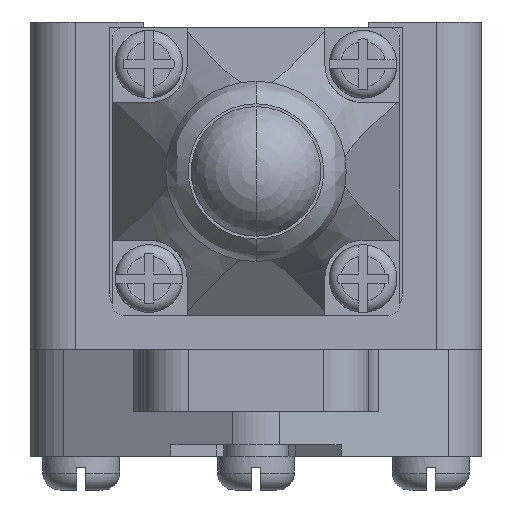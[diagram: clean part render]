
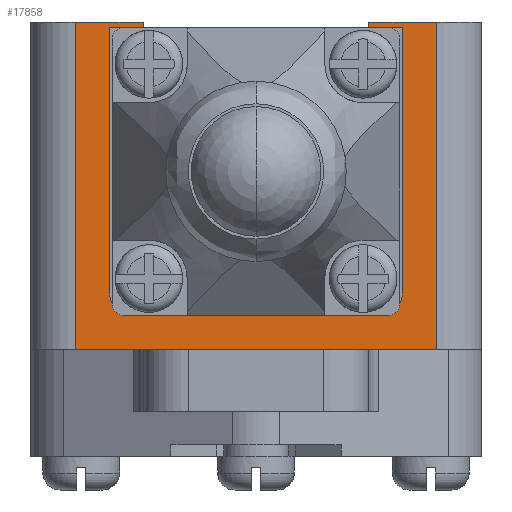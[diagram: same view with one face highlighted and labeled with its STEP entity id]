
A CAD part, front view. The second image highlights one B-rep face of the part: STEP entity #17858.
In plain terms, the highlighted face is planar.
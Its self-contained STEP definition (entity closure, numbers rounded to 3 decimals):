
#11992=DIRECTION('',(1.,0.,0.));
#11993=VECTOR('',#11992,3.);
#11994=CARTESIAN_POINT('',(-13.,0.,-34.));
#11995=LINE('',#11994,#11993);
#12060=DIRECTION('',(1.,0.,0.));
#12061=VECTOR('',#12060,3.);
#12062=CARTESIAN_POINT('',(10.,0.,-34.));
#12063=LINE('',#12062,#12061);
#12574=DIRECTION('',(0.,1.,0.));
#12575=VECTOR('',#12574,23.5);
#12576=CARTESIAN_POINT('',(-13.,0.,-34.));
#12577=LINE('',#12576,#12575);
#12578=CARTESIAN_POINT('',(-11.,23.5,-34.));
#12579=DIRECTION('',(0.,0.,-1.));
#12580=DIRECTION('',(-1.,0.,0.));
#12581=AXIS2_PLACEMENT_3D('',#12578,#12579,#12580);
#12583=DIRECTION('',(1.,0.,0.));
#12584=VECTOR('',#12583,22.);
#12585=CARTESIAN_POINT('',(-11.,25.5,-34.));
#12586=LINE('',#12585,#12584);
#12587=CARTESIAN_POINT('',(11.,23.5,-34.));
#12588=DIRECTION('',(0.,0.,-1.));
#12589=DIRECTION('',(0.,1.,0.));
#12590=AXIS2_PLACEMENT_3D('',#12587,#12588,#12589);
#12592=DIRECTION('',(0.,1.,0.));
#12593=VECTOR('',#12592,23.5);
#12594=CARTESIAN_POINT('',(13.,0.,-34.));
#12595=LINE('',#12594,#12593);
#12596=DIRECTION('',(0.,-1.,0.));
#12597=VECTOR('',#12596,0.5);
#12598=CARTESIAN_POINT('',(10.,0.,-34.));
#12599=LINE('',#12598,#12597);
#12600=DIRECTION('',(-1.,0.,0.));
#12601=VECTOR('',#12600,32.);
#12602=CARTESIAN_POINT('',(16.,28.5,-34.));
#12603=LINE('',#12602,#12601);
#12608=DIRECTION('',(0.,1.,0.));
#12609=VECTOR('',#12608,29.);
#12610=CARTESIAN_POINT('',(-16.,-0.5,-34.));
#12611=LINE('',#12610,#12609);
#12769=DIRECTION('',(1.,0.,0.));
#12770=VECTOR('',#12769,6.);
#12771=CARTESIAN_POINT('',(10.,-0.5,-34.));
#12772=LINE('',#12771,#12770);
#12799=DIRECTION('',(1.,0.,0.));
#12800=VECTOR('',#12799,6.);
#12801=CARTESIAN_POINT('',(-16.,-0.5,-34.));
#12802=LINE('',#12801,#12800);
#13639=DIRECTION('',(0.,-1.,0.));
#13640=VECTOR('',#13639,29.);
#13641=CARTESIAN_POINT('',(16.,28.5,-34.));
#13642=LINE('',#13641,#13640);
#14754=DIRECTION('',(0.,-1.,0.));
#14755=VECTOR('',#14754,0.5);
#14756=CARTESIAN_POINT('',(-10.,0.,-34.));
#14757=LINE('',#14756,#14755);
#15891=CARTESIAN_POINT('',(16.,28.5,-34.));
#15892=CARTESIAN_POINT('',(-16.,28.5,-34.));
#15893=VERTEX_POINT('',#15891);
#15894=VERTEX_POINT('',#15892);
#16119=CARTESIAN_POINT('',(11.,25.5,-34.));
#16120=CARTESIAN_POINT('',(13.,23.5,-34.));
#16121=VERTEX_POINT('',#16119);
#16122=VERTEX_POINT('',#16120);
#16123=CARTESIAN_POINT('',(-13.,23.5,-34.));
#16124=CARTESIAN_POINT('',(-11.,25.5,-34.));
#16125=VERTEX_POINT('',#16123);
#16126=VERTEX_POINT('',#16124);
#16369=CARTESIAN_POINT('',(10.,-0.5,-34.));
#16370=VERTEX_POINT('',#16369);
#16371=CARTESIAN_POINT('',(16.,-0.5,-34.));
#16372=VERTEX_POINT('',#16371);
#16379=CARTESIAN_POINT('',(-16.,-0.5,-34.));
#16380=VERTEX_POINT('',#16379);
#16381=CARTESIAN_POINT('',(-10.,-0.5,-34.));
#16382=VERTEX_POINT('',#16381);
#16425=CARTESIAN_POINT('',(10.,0.,-34.));
#16426=VERTEX_POINT('',#16425);
#16427=CARTESIAN_POINT('',(13.,0.,-34.));
#16428=VERTEX_POINT('',#16427);
#16429=CARTESIAN_POINT('',(-13.,0.,-34.));
#16430=CARTESIAN_POINT('',(-10.,0.,-34.));
#16431=VERTEX_POINT('',#16429);
#16432=VERTEX_POINT('',#16430);
#17827=CARTESIAN_POINT('',(16.,0.,-34.));
#17828=DIRECTION('',(0.,0.,-1.));
#17829=DIRECTION('',(-1.,0.,0.));
#17830=AXIS2_PLACEMENT_3D('',#17827,#17828,#17829);
#17831=PLANE('',#17830);
#17833=ORIENTED_EDGE('',*,*,#17832,.F.);
#17835=ORIENTED_EDGE('',*,*,#17834,.T.);
#17837=ORIENTED_EDGE('',*,*,#17836,.F.);
#17838=ORIENTED_EDGE('',*,*,#17368,.F.);
#17839=ORIENTED_EDGE('',*,*,#17818,.T.);
#17841=ORIENTED_EDGE('',*,*,#17840,.T.);
#17843=ORIENTED_EDGE('',*,*,#17842,.T.);
#17844=ORIENTED_EDGE('',*,*,#17301,.T.);
#17846=ORIENTED_EDGE('',*,*,#17845,.F.);
#17847=ORIENTED_EDGE('',*,*,#17400,.F.);
#17849=ORIENTED_EDGE('',*,*,#17848,.T.);
#17851=ORIENTED_EDGE('',*,*,#17850,.T.);
#17853=ORIENTED_EDGE('',*,*,#17852,.F.);
#17855=ORIENTED_EDGE('',*,*,#17854,.T.);
#17856=EDGE_LOOP('',(#17833,#17835,#17837,#17838,#17839,#17841,#17843,#17844,
#17846,#17847,#17849,#17851,#17853,#17855));
#17857=FACE_OUTER_BOUND('',#17856,.F.);
#12582=CIRCLE('',#12581,2.);
#12591=CIRCLE('',#12590,2.);
#17301=EDGE_CURVE('',#16121,#16122,#12591,.T.);
#17368=EDGE_CURVE('',#16431,#16432,#11995,.T.);
#17400=EDGE_CURVE('',#16426,#16428,#12063,.T.);
#17818=EDGE_CURVE('',#16431,#16125,#12577,.T.);
#17832=EDGE_CURVE('',#16380,#15894,#12611,.T.);
#17834=EDGE_CURVE('',#16380,#16382,#12802,.T.);
#17836=EDGE_CURVE('',#16432,#16382,#14757,.T.);
#17840=EDGE_CURVE('',#16125,#16126,#12582,.T.);
#17842=EDGE_CURVE('',#16126,#16121,#12586,.T.);
#17845=EDGE_CURVE('',#16428,#16122,#12595,.T.);
#17848=EDGE_CURVE('',#16426,#16370,#12599,.T.);
#17850=EDGE_CURVE('',#16370,#16372,#12772,.T.);
#17852=EDGE_CURVE('',#15893,#16372,#13642,.T.);
#17854=EDGE_CURVE('',#15893,#15894,#12603,.T.);
#17858=ADVANCED_FACE('',(#17857),#17831,.T.);
